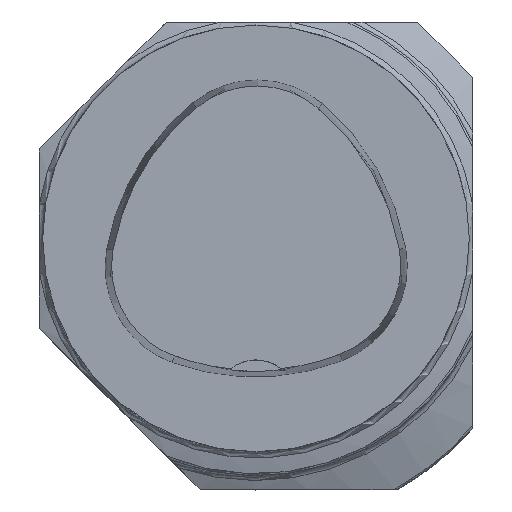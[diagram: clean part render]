
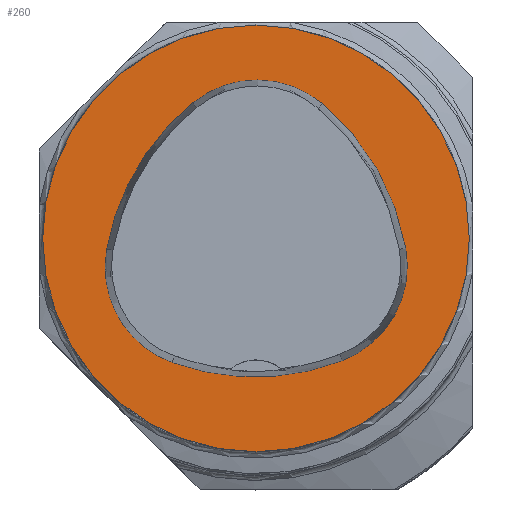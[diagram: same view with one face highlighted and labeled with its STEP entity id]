
A CAD part, top view. The second image highlights one B-rep face of the part: STEP entity #260.
In plain terms, the highlighted planar face has unit normal (0, 0, 1).
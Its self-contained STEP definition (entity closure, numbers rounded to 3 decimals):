
#100=FACE_BOUND('',#503,.T.);
#101=FACE_BOUND('',#504,.T.);
#165=CIRCLE('',#1715,31.5);
#168=CIRCLE('',#1753,36.);
#170=CIRCLE('',#1756,15.);
#172=CIRCLE('',#1759,36.);
#174=CIRCLE('',#1762,15.);
#178=CIRCLE('',#1767,36.);
#180=CIRCLE('',#1770,15.);
#260=ADVANCED_FACE('',(#100,#101),#323,.T.);
#323=PLANE('',#1775);
#503=EDGE_LOOP('',(#948,#949,#950,#951,#952,#953));
#504=EDGE_LOOP('',(#954));
#948=ORIENTED_EDGE('',*,*,#1365,.T.);
#949=ORIENTED_EDGE('',*,*,#1345,.T.);
#950=ORIENTED_EDGE('',*,*,#1349,.T.);
#951=ORIENTED_EDGE('',*,*,#1352,.T.);
#952=ORIENTED_EDGE('',*,*,#1355,.T.);
#953=ORIENTED_EDGE('',*,*,#1363,.T.);
#954=ORIENTED_EDGE('',*,*,#1314,.F.);
#1126=VERTEX_POINT('',#2760);
#1141=VERTEX_POINT('',#2837);
#1142=VERTEX_POINT('',#2838);
#1145=VERTEX_POINT('',#2846);
#1147=VERTEX_POINT('',#2852);
#1149=VERTEX_POINT('',#2858);
#1156=VERTEX_POINT('',#2879);
#1314=EDGE_CURVE('',#1126,#1126,#165,.T.);
#1345=EDGE_CURVE('',#1141,#1142,#168,.T.);
#1349=EDGE_CURVE('',#1142,#1145,#170,.T.);
#1352=EDGE_CURVE('',#1145,#1147,#172,.T.);
#1355=EDGE_CURVE('',#1147,#1149,#174,.T.);
#1363=EDGE_CURVE('',#1149,#1156,#178,.T.);
#1365=EDGE_CURVE('',#1156,#1141,#180,.T.);
#1715=AXIS2_PLACEMENT_3D('',#2759,#2043,#2044);
#1753=AXIS2_PLACEMENT_3D('',#2836,#2139,#2140);
#1756=AXIS2_PLACEMENT_3D('',#2845,#2147,#2148);
#1759=AXIS2_PLACEMENT_3D('',#2851,#2154,#2155);
#1762=AXIS2_PLACEMENT_3D('',#2857,#2161,#2162);
#1767=AXIS2_PLACEMENT_3D('',#2880,#2173,#2174);
#1770=AXIS2_PLACEMENT_3D('',#2883,#2179,#2180);
#1775=AXIS2_PLACEMENT_3D('',#2888,#2189,#2190);
#2043=DIRECTION('',(0.,0.,-1.));
#2044=DIRECTION('',(-1.,0.,0.));
#2139=DIRECTION('',(0.,0.,-1.));
#2140=DIRECTION('',(-1.,0.,0.));
#2147=DIRECTION('',(0.,0.,-1.));
#2148=DIRECTION('',(-1.,0.,0.));
#2154=DIRECTION('',(0.,0.,-1.));
#2155=DIRECTION('',(-1.,0.,0.));
#2161=DIRECTION('',(0.,0.,-1.));
#2162=DIRECTION('',(-1.,0.,0.));
#2173=DIRECTION('',(0.,0.,-1.));
#2174=DIRECTION('',(-1.,0.,0.));
#2179=DIRECTION('',(0.,0.,-1.));
#2180=DIRECTION('',(-1.,0.,0.));
#2189=DIRECTION('',(0.,0.,1.));
#2190=DIRECTION('',(1.,0.,0.));
#2759=CARTESIAN_POINT('',(0.,0.,0.));
#2760=CARTESIAN_POINT('',(-31.5,0.,0.));
#2836=CARTESIAN_POINT('',(13.398,-7.893,0.));
#2837=CARTESIAN_POINT('',(-22.041,-1.562,0.));
#2838=CARTESIAN_POINT('',(-9.317,20.036,0.));
#2845=CARTESIAN_POINT('',(0.148,8.399,0.));
#2846=CARTESIAN_POINT('',(9.779,19.898,0.));
#2851=CARTESIAN_POINT('',(-13.337,-7.7,0.));
#2852=CARTESIAN_POINT('',(22.122,-1.48,0.));
#2857=CARTESIAN_POINT('',(7.347,-4.071,0.));
#2858=CARTESIAN_POINT('',(12.693,-18.087,0.));
#2879=CARTESIAN_POINT('',(-12.373,-18.307,0.));
#2880=CARTESIAN_POINT('',(-0.137,15.55,0.));
#2883=CARTESIAN_POINT('',(-7.275,-4.2,0.));
#2888=CARTESIAN_POINT('',(0.,0.,0.));
